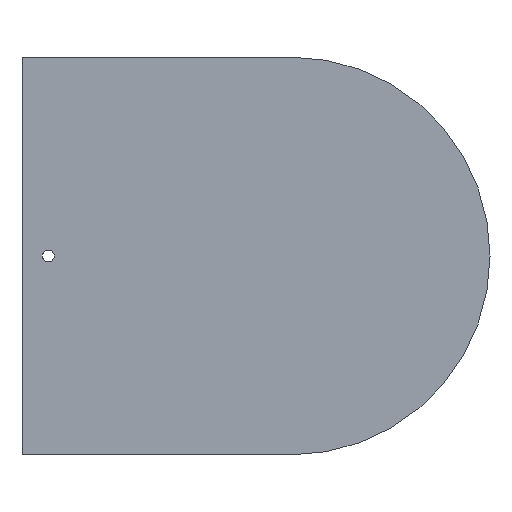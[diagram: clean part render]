
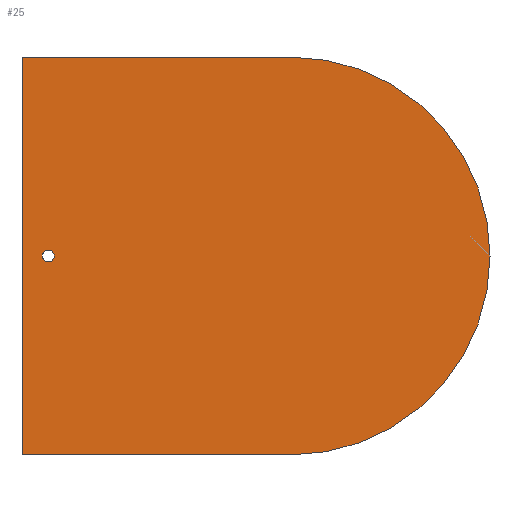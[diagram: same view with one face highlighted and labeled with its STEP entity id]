
A CAD part, left-side view. The second image highlights one B-rep face of the part: STEP entity #25.
In plain terms, the highlighted planar face has unit normal (-1, 0, 0).
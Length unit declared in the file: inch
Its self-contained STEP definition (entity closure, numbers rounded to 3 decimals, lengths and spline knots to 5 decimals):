
#11 = EDGE_CURVE ( 'NONE', #12, #60, #117, .T. ) ;
#12 = VERTEX_POINT ( 'NONE', #94 ) ;
#15 = EDGE_LOOP ( 'NONE', ( #42, #52 ) ) ;
#25 = ADVANCED_FACE ( 'NONE', ( #209, #208 ), #119, .F. ) ;
#26 = EDGE_CURVE ( 'NONE', #66, #53, #93, .T. ) ;
#27 = ORIENTED_EDGE ( 'NONE', *, *, #39, .F. ) ;
#28 = ORIENTED_EDGE ( 'NONE', *, *, #26, .T. ) ;
#29 = ORIENTED_EDGE ( 'NONE', *, *, #67, .F. ) ;
#30 = EDGE_CURVE ( 'NONE', #81, #80, #167, .T. ) ;
#34 = EDGE_LOOP ( 'NONE', ( #29, #28, #27, #43 ) ) ;
#39 = EDGE_CURVE ( 'NONE', #60, #53, #108, .T. ) ;
#42 = ORIENTED_EDGE ( 'NONE', *, *, #30, .T. ) ;
#43 = ORIENTED_EDGE ( 'NONE', *, *, #11, .F. ) ;
#48 = EDGE_CURVE ( 'NONE', #80, #81, #146, .T. ) ;
#52 = ORIENTED_EDGE ( 'NONE', *, *, #48, .T. ) ;
#53 = VERTEX_POINT ( 'NONE', #191 ) ;
#60 = VERTEX_POINT ( 'NONE', #139 ) ;
#66 = VERTEX_POINT ( 'NONE', #125 ) ;
#67 = EDGE_CURVE ( 'NONE', #66, #12, #190, .T. ) ;
#80 = VERTEX_POINT ( 'NONE', #225 ) ;
#81 = VERTEX_POINT ( 'NONE', #218 ) ;
#90 = DIRECTION ( 'NONE',  ( -1., 0., 0. ) ) ;
#91 = CARTESIAN_POINT ( 'NONE',  ( -0.1875, 0., 0. ) ) ;
#92 = AXIS2_PLACEMENT_3D ( 'NONE', #91, #90, #126 ) ;
#93 = CIRCLE ( 'NONE', #92, 4.70937 ) ;
#94 = CARTESIAN_POINT ( 'NONE',  ( -0.1875, 6.375, -4.70937 ) ) ;
#103 = CARTESIAN_POINT ( 'NONE',  ( -0.1875, 6.375, 4.70937 ) ) ;
#108 = LINE ( 'NONE', #144, #145 ) ;
#110 = DIRECTION ( 'NONE',  ( 0., 0., 1. ) ) ;
#117 = LINE ( 'NONE', #103, #206 ) ;
#119 = PLANE ( 'NONE',  #156 ) ;
#125 = CARTESIAN_POINT ( 'NONE',  ( -0.1875, 0., -4.70937 ) ) ;
#126 = DIRECTION ( 'NONE',  ( 0., 0., -1. ) ) ;
#129 = DIRECTION ( 'NONE',  ( 0., 0., -1. ) ) ;
#130 = DIRECTION ( 'NONE',  ( 1., 0., 0. ) ) ;
#131 = CARTESIAN_POINT ( 'NONE',  ( -0.1875, 6.375, 4.70937 ) ) ;
#139 = CARTESIAN_POINT ( 'NONE',  ( -0.1875, 6.375, 4.70937 ) ) ;
#144 = CARTESIAN_POINT ( 'NONE',  ( -0.1875, 6.375, 4.70937 ) ) ;
#145 = VECTOR ( 'NONE', #201, 39.37008 ) ;
#146 = CIRCLE ( 'NONE', #183, 0.14063 ) ;
#156 = AXIS2_PLACEMENT_3D ( 'NONE', #131, #130, #129 ) ;
#166 = AXIS2_PLACEMENT_3D ( 'NONE', #212, #211, #210 ) ;
#167 = CIRCLE ( 'NONE', #166, 0.14063 ) ;
#180 = DIRECTION ( 'NONE',  ( 0., 0., -1. ) ) ;
#181 = DIRECTION ( 'NONE',  ( 1., 0., 0. ) ) ;
#182 = CARTESIAN_POINT ( 'NONE',  ( -0.1875, 5.75, 0. ) ) ;
#183 = AXIS2_PLACEMENT_3D ( 'NONE', #182, #181, #180 ) ;
#187 = DIRECTION ( 'NONE',  ( 0., 1., 0. ) ) ;
#188 = VECTOR ( 'NONE', #187, 39.37008 ) ;
#189 = CARTESIAN_POINT ( 'NONE',  ( -0.1875, 6.375, -4.70937 ) ) ;
#190 = LINE ( 'NONE', #189, #188 ) ;
#191 = CARTESIAN_POINT ( 'NONE',  ( -0.1875, 0., 4.70937 ) ) ;
#201 = DIRECTION ( 'NONE',  ( 0., -1., 0. ) ) ;
#206 = VECTOR ( 'NONE', #110, 39.37008 ) ;
#208 = FACE_OUTER_BOUND ( 'NONE', #34, .T. ) ;
#209 = FACE_BOUND ( 'NONE', #15, .T. ) ;
#210 = DIRECTION ( 'NONE',  ( 0., 0., -1. ) ) ;
#211 = DIRECTION ( 'NONE',  ( 1., 0., 0. ) ) ;
#212 = CARTESIAN_POINT ( 'NONE',  ( -0.1875, 5.75, 0. ) ) ;
#218 = CARTESIAN_POINT ( 'NONE',  ( -0.1875, 5.75, -0.14063 ) ) ;
#225 = CARTESIAN_POINT ( 'NONE',  ( -0.1875, 5.75, 0.14063 ) ) ;
